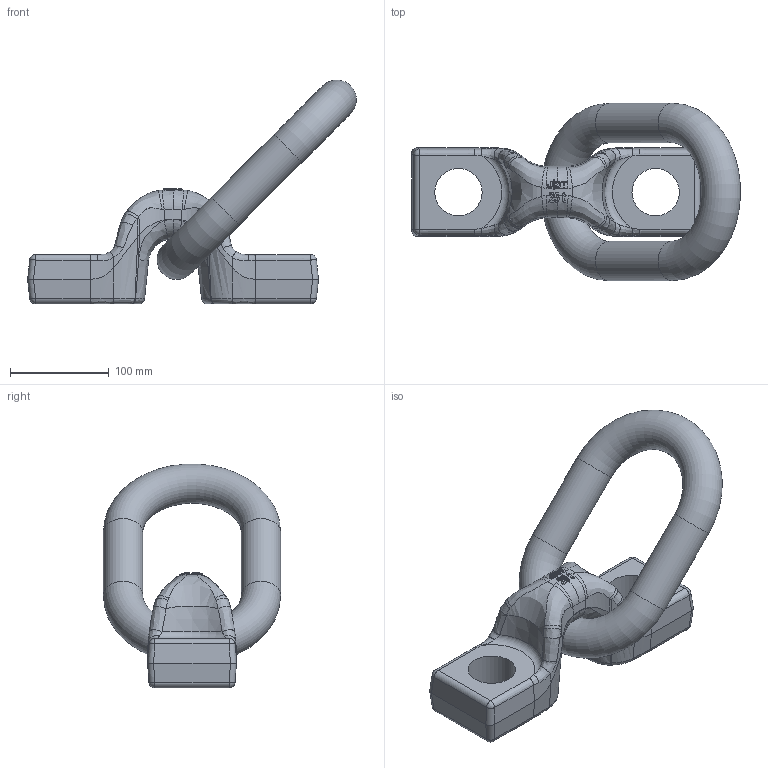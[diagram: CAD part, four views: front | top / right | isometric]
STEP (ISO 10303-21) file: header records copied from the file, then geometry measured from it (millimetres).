
FILE_DESCRIPTION(/* description */ (''),/* implementation_level */ '2;1');
FILE_NAME(/* name */ 'TPB 25 45°.stp',/* time_stamp */ '2022-05-25T08:49:12+02:00',/* author */ (''),/* organization */ (''),/* preprocessor_version */ 'ST-DEVELOPER v16',/* originating_system */ 'SIEMENS PLM Software NX 11.0',/* authorisation */ '');
FILE_SCHEMA (('AUTOMOTIVE_DESIGN { 1 0 10303 214 3 1 1 1 }'));
Length unit declared in the file: millimetre
Products named in the file (1): CAD0056501_001_TPB 25
Bounding box: 333.43 x 180 x 226.93 mm (x, y, z)
Volume: 1902883.3 mm3; surface area: 182177.3 mm2
Topology: 2 solids, 2 shells, 370 faces, 913 edges, 544 vertices
Faces by surface type: bspline 228, plane 57, cylinder 53, extrusion 20, sphere 6, torus 4, cone 2
Full cylindrical faces by diameter (mm): 40 x2, 48 x2
Entity records: 23611 total; most frequent: CARTESIAN_POINT 17003, ORIENTED_EDGE 1800, EDGE_CURVE 900, DIRECTION 676, B_SPLINE_CURVE_WITH_KNOTS 560, VERTEX_POINT 542, EDGE_LOOP 384, ADVANCED_FACE 370
